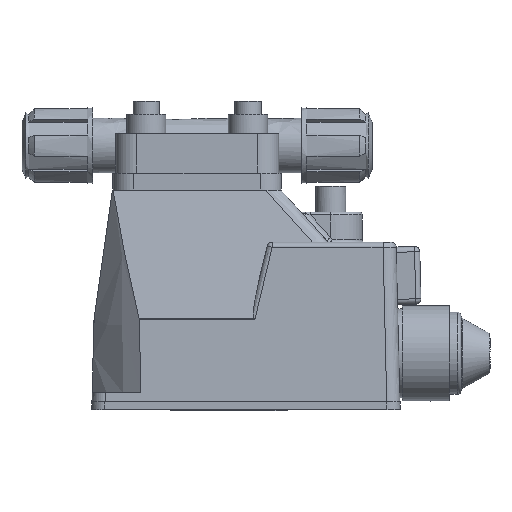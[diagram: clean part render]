
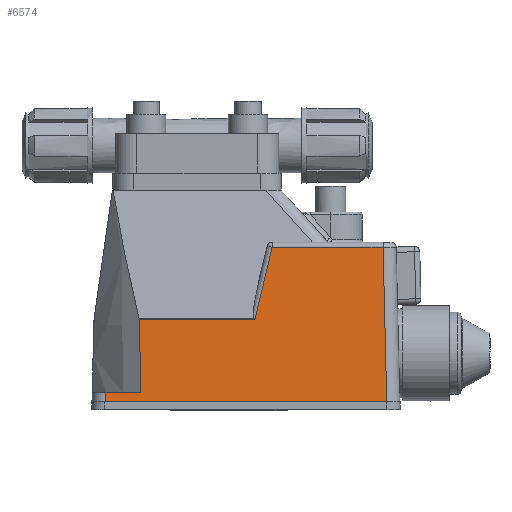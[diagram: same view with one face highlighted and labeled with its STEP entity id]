
A CAD part, left-side view. The second image highlights one B-rep face of the part: STEP entity #6574.
In plain terms, the highlighted free-form (B-spline) face has degree [1, 1] with [2, 2] control points.
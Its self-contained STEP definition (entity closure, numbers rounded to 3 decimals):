
#6539 = VERTEX_POINT('',#6540);
#6540 = CARTESIAN_POINT('',(-44.888,55.885,
    6.749));
#6556 = VERTEX_POINT('',#6557);
#6557 = CARTESIAN_POINT('',(-45.063,55.97,
    3.115));
#6563 = EDGE_CURVE('',#6556,#6539,#6564,.T.);
#6564 = B_SPLINE_CURVE_WITH_KNOTS('',1,(#6565,#6566),.UNSPECIFIED.,.F.,
  .F.,(2,2),(-1.263,2.242),.PIECEWISE_BEZIER_KNOTS.);
#6565 = CARTESIAN_POINT('',(-45.063,55.97,
    3.115));
#6566 = CARTESIAN_POINT('',(-44.888,55.885,
    6.749));
#6574 = ADVANCED_FACE('',(#6575),#6627,.F.);
#6575 = FACE_BOUND('',#6576,.F.);
#6576 = EDGE_LOOP('',(#6577,#6584,#6593,#6600,#6607,#6614,#6621,#6626));
#6577 = ORIENTED_EDGE('',*,*,#6578,.F.);
#6578 = EDGE_CURVE('',#6579,#6539,#6581,.T.);
#6579 = VERTEX_POINT('',#6580);
#6580 = CARTESIAN_POINT('',(-44.888,41.687,
    6.749));
#6581 = B_SPLINE_CURVE_WITH_KNOTS('',1,(#6582,#6583),.UNSPECIFIED.,.F.,
  .F.,(2,2),(43.006,56.68),.PIECEWISE_BEZIER_KNOTS.);
#6582 = CARTESIAN_POINT('',(-44.888,41.687,
    6.749));
#6583 = CARTESIAN_POINT('',(-44.888,55.885,
    6.749));
#6584 = ORIENTED_EDGE('',*,*,#6585,.F.);
#6585 = EDGE_CURVE('',#6586,#6579,#6588,.T.);
#6586 = VERTEX_POINT('',#6587);
#6587 = CARTESIAN_POINT('',(-43.491,42.383,
    35.781));
#6588 = B_SPLINE_CURVE_WITH_KNOTS('',3,(#6589,#6590,#6591,#6592),
  .UNSPECIFIED.,.F.,.F.,(4,4),(3.008,5.808),
  .PIECEWISE_BEZIER_KNOTS.);
#6589 = CARTESIAN_POINT('',(-43.491,42.383,
    35.781));
#6590 = CARTESIAN_POINT('',(-43.956,42.151,
    26.104));
#6591 = CARTESIAN_POINT('',(-44.422,41.919,
    16.426));
#6592 = CARTESIAN_POINT('',(-44.888,41.687,
    6.749));
#6593 = ORIENTED_EDGE('',*,*,#6594,.T.);
#6594 = EDGE_CURVE('',#6586,#6595,#6597,.T.);
#6595 = VERTEX_POINT('',#6596);
#6596 = CARTESIAN_POINT('',(-43.491,-3.579,
    35.781));
#6597 = B_SPLINE_CURVE_WITH_KNOTS('',1,(#6598,#6599),.UNSPECIFIED.,.F.,
  .F.,(2,2),(-86.004,-41.737),.PIECEWISE_BEZIER_KNOTS.);
#6598 = CARTESIAN_POINT('',(-43.491,42.383,
    35.781));
#6599 = CARTESIAN_POINT('',(-43.491,-3.579,
    35.781));
#6600 = ORIENTED_EDGE('',*,*,#6601,.T.);
#6601 = EDGE_CURVE('',#6595,#6602,#6604,.T.);
#6602 = VERTEX_POINT('',#6603);
#6603 = CARTESIAN_POINT('',(-42.109,-10.433,
    64.476));
#6604 = B_SPLINE_CURVE_WITH_KNOTS('',1,(#6605,#6606),.UNSPECIFIED.,.F.,
  .F.,(2,2),(23.281,51.725),.PIECEWISE_BEZIER_KNOTS.);
#6605 = CARTESIAN_POINT('',(-43.491,-3.579,
    35.781));
#6606 = CARTESIAN_POINT('',(-42.109,-10.433,
    64.476));
#6607 = ORIENTED_EDGE('',*,*,#6608,.T.);
#6608 = EDGE_CURVE('',#6602,#6609,#6611,.T.);
#6609 = VERTEX_POINT('',#6610);
#6610 = CARTESIAN_POINT('',(-42.109,-54.531,
    64.476));
#6611 = B_SPLINE_CURVE_WITH_KNOTS('',1,(#6612,#6613),.UNSPECIFIED.,.F.,
  .F.,(2,2),(-48.137,-5.667),.PIECEWISE_BEZIER_KNOTS.);
#6612 = CARTESIAN_POINT('',(-42.109,-10.433,
    64.476));
#6613 = CARTESIAN_POINT('',(-42.109,-54.531,
    64.476));
#6614 = ORIENTED_EDGE('',*,*,#6615,.T.);
#6615 = EDGE_CURVE('',#6609,#6616,#6618,.T.);
#6616 = VERTEX_POINT('',#6617);
#6617 = CARTESIAN_POINT('',(-45.063,-55.97,
    3.115));
#6618 = B_SPLINE_CURVE_WITH_KNOTS('',1,(#6619,#6620),.UNSPECIFIED.,.F.,
  .F.,(2,2),(-57.211,1.97),.PIECEWISE_BEZIER_KNOTS.);
#6619 = CARTESIAN_POINT('',(-42.109,-54.531,
    64.476));
#6620 = CARTESIAN_POINT('',(-45.063,-55.97,
    3.115));
#6621 = ORIENTED_EDGE('',*,*,#6622,.T.);
#6622 = EDGE_CURVE('',#6616,#6556,#6623,.T.);
#6623 = B_SPLINE_CURVE_WITH_KNOTS('',1,(#6624,#6625),.UNSPECIFIED.,.F.,
  .F.,(2,2),(-24.454,83.354),.PIECEWISE_BEZIER_KNOTS.);
#6624 = CARTESIAN_POINT('',(-45.063,-55.97,
    3.115));
#6625 = CARTESIAN_POINT('',(-45.063,55.97,
    3.115));
#6626 = ORIENTED_EDGE('',*,*,#6563,.T.);
#6627 = B_SPLINE_SURFACE_WITH_KNOTS('',1,1,(
    (#6628,#6629)
    ,(#6630,#6631
    )),.UNSPECIFIED.,.F.,.F.,.F.,(2,2),(2,2),(-59.165,
    0.),(4.996,112.804),
  .PIECEWISE_BEZIER_KNOTS.);
#6628 = CARTESIAN_POINT('',(-42.109,-55.97,
    64.476));
#6629 = CARTESIAN_POINT('',(-42.109,55.97,
    64.476));
#6630 = CARTESIAN_POINT('',(-45.063,-55.97,
    3.115));
#6631 = CARTESIAN_POINT('',(-45.063,55.97,
    3.115));
